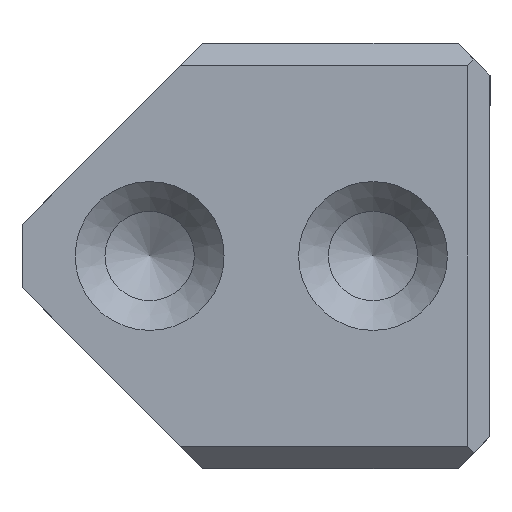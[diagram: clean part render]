
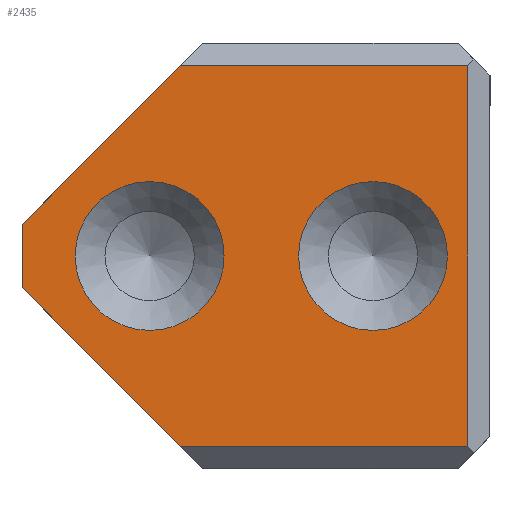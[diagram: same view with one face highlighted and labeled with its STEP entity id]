
A CAD part, left-side view. The second image highlights one B-rep face of the part: STEP entity #2435.
In plain terms, the highlighted planar face has unit normal (-1, 0, 0).
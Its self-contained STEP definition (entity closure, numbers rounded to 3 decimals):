
#2435=ADVANCED_FACE('',(#3249,#3250,#3251),#2776,.T.);
#2776=PLANE('',#8231);
#3001=CIRCLE('',#8229,3.5);
#3002=CIRCLE('',#8230,3.5);
#3249=FACE_BOUND('',#3370,.T.);
#3250=FACE_BOUND('',#3371,.T.);
#3251=FACE_BOUND('',#3372,.T.);
#3370=EDGE_LOOP('',(#3999));
#3371=EDGE_LOOP('',(#4000));
#3372=EDGE_LOOP('',(#4001,#4002,#4003,#4004,#4005,#4006));
#3999=ORIENTED_EDGE('',*,*,#6323,.T.);
#4000=ORIENTED_EDGE('',*,*,#6324,.T.);
#4001=ORIENTED_EDGE('',*,*,#6325,.T.);
#4002=ORIENTED_EDGE('',*,*,#6326,.T.);
#4003=ORIENTED_EDGE('',*,*,#6327,.T.);
#4004=ORIENTED_EDGE('',*,*,#6328,.F.);
#4005=ORIENTED_EDGE('',*,*,#6329,.T.);
#4006=ORIENTED_EDGE('',*,*,#6330,.T.);
#5731=VERTEX_POINT('',#10474);
#5732=VERTEX_POINT('',#10476);
#5733=VERTEX_POINT('',#10478);
#5734=VERTEX_POINT('',#10479);
#5735=VERTEX_POINT('',#10481);
#5736=VERTEX_POINT('',#10483);
#5737=VERTEX_POINT('',#10485);
#5738=VERTEX_POINT('',#10487);
#6323=EDGE_CURVE('',#5731,#5731,#3001,.T.);
#6324=EDGE_CURVE('',#5732,#5732,#3002,.T.);
#6325=EDGE_CURVE('',#5733,#5734,#7105,.T.);
#6326=EDGE_CURVE('',#5734,#5735,#7106,.T.);
#6327=EDGE_CURVE('',#5735,#5736,#7107,.T.);
#6328=EDGE_CURVE('',#5737,#5736,#7108,.T.);
#6329=EDGE_CURVE('',#5737,#5738,#7109,.T.);
#6330=EDGE_CURVE('',#5738,#5733,#7110,.T.);
#7105=LINE('',#10477,#7743);
#7106=LINE('',#10480,#7744);
#7107=LINE('',#10482,#7745);
#7108=LINE('',#10484,#7746);
#7109=LINE('',#10486,#7747);
#7110=LINE('',#10488,#7748);
#7743=VECTOR('',#8707,1.);
#7744=VECTOR('',#8708,1.);
#7745=VECTOR('',#8709,1.);
#7746=VECTOR('',#8710,1.);
#7747=VECTOR('',#8711,1.);
#7748=VECTOR('',#8712,1.);
#8229=AXIS2_PLACEMENT_3D('',#10473,#8703,#8704);
#8230=AXIS2_PLACEMENT_3D('',#10475,#8705,#8706);
#8231=AXIS2_PLACEMENT_3D('',#10489,#8713,#8714);
#8703=DIRECTION('',(1.,0.,0.));
#8704=DIRECTION('',(0.,0.,-1.));
#8705=DIRECTION('',(1.,0.,0.));
#8706=DIRECTION('',(0.,0.,-1.));
#8707=DIRECTION('',(0.,0.,1.));
#8708=DIRECTION('',(0.,1.,0.));
#8709=DIRECTION('',(0.,0.707,-0.707));
#8710=DIRECTION('',(0.,0.,1.));
#8711=DIRECTION('',(0.,-0.707,-0.707));
#8712=DIRECTION('',(0.,-1.,0.));
#8713=DIRECTION('',(-1.,0.,0.));
#8714=DIRECTION('',(0.,0.,-1.));
#10473=CARTESIAN_POINT('',(0.,16.,10.));
#10474=CARTESIAN_POINT('',(0.,16.,6.5));
#10475=CARTESIAN_POINT('',(0.,5.5,10.));
#10476=CARTESIAN_POINT('',(0.,5.5,6.5));
#10477=CARTESIAN_POINT('',(0.,1.05,0.));
#10478=CARTESIAN_POINT('',(0.,1.05,1.05));
#10479=CARTESIAN_POINT('',(0.,1.05,18.95));
#10480=CARTESIAN_POINT('',(0.,11.,18.95));
#10481=CARTESIAN_POINT('',(0.,14.55,18.95));
#10482=CARTESIAN_POINT('',(0.,22.25,11.25));
#10483=CARTESIAN_POINT('',(0.,22.,11.5));
#10484=CARTESIAN_POINT('',(0.,22.,0.));
#10485=CARTESIAN_POINT('',(0.,22.,8.5));
#10486=CARTESIAN_POINT('',(0.,12.25,-1.25));
#10487=CARTESIAN_POINT('',(0.,14.55,1.05));
#10488=CARTESIAN_POINT('',(0.,11.,1.05));
#10489=CARTESIAN_POINT('',(0.,11.,0.));
